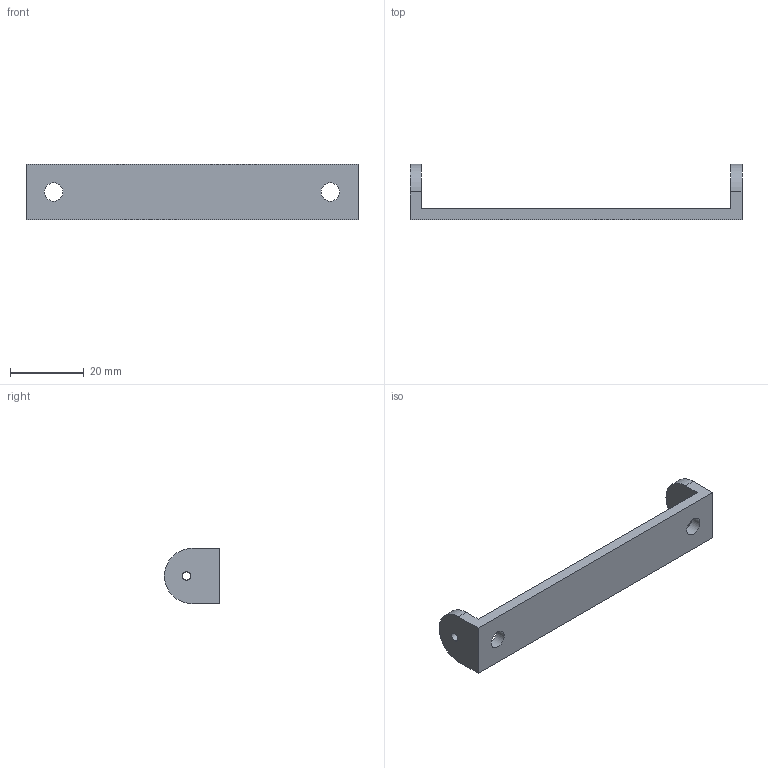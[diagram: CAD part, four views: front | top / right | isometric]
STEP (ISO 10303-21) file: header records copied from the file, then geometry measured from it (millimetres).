
FILE_DESCRIPTION(/* description */ (''),/* implementation_level */ '2;1');
FILE_NAME(/* name */ 'CameraMountTop v1.step',/* time_stamp */ '2024-11-01T14:33:47-07:00',/* author */ (''),/* organization */ (''),/* preprocessor_version */ 'ST-DEVELOPER v20',/* originating_system */ 'Autodesk Translation Framework v13.20.0.188',/* authorisation */ '');
FILE_SCHEMA (('AUTOMOTIVE_DESIGN { 1 0 10303 214 3 1 1 }'));
Length unit declared in the file: millimetre
Products named in the file (1): CameraMountTop
Bounding box: 90 x 15 x 15 mm (x, y, z)
Volume: 4815.1 mm3; surface area: 4220.7 mm2
Topology: 1 solids, 1 shells, 321 faces, 927 edges, 618 vertices
Faces by surface type: bspline 287, plane 28, cylinder 6
Full cylindrical faces by diameter (mm): 2.3 x2, 5 x2
Entity records: 11243 total; most frequent: CARTESIAN_POINT 5598, ORIENTED_EDGE 1854, EDGE_CURVE 927, VERTEX_POINT 618, DIRECTION 435, LINE 341, VECTOR 341, EDGE_LOOP 339
